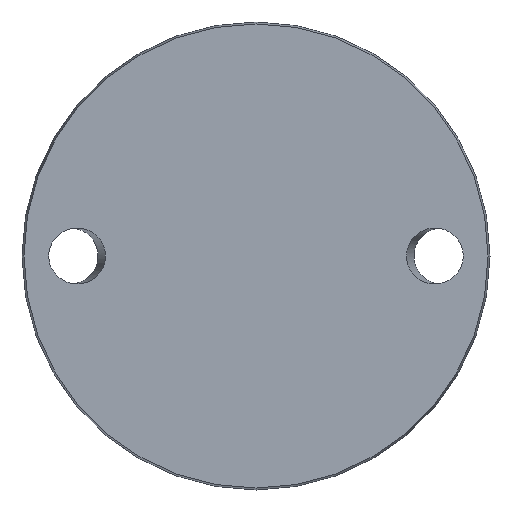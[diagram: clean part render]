
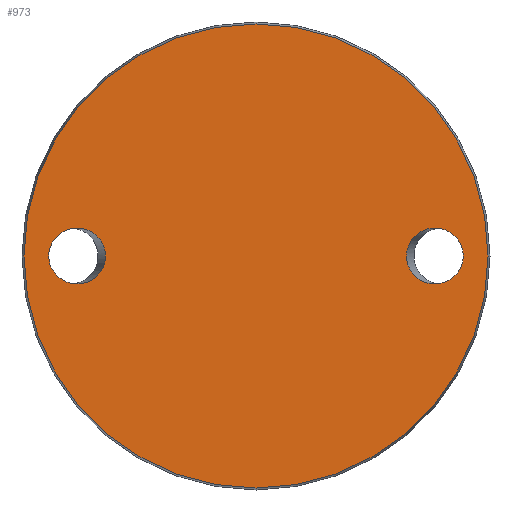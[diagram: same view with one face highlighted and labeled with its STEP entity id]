
A CAD part, front view. The second image highlights one B-rep face of the part: STEP entity #973.
In plain terms, the highlighted planar face has unit normal (0, -1, 0).
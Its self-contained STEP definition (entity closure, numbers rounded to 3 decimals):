
#21 = EDGE_CURVE ( 'NONE', #370, #370, #71, .T. ) ;
#30 = CARTESIAN_POINT ( 'NONE',  ( 61.115, 0., 16.5 ) ) ;
#34 = ORIENTED_EDGE ( 'NONE', *, *, #890, .F. ) ;
#60 = FACE_BOUND ( 'NONE', #320, .T. ) ;
#71 =( BOUNDED_CURVE ( )  B_SPLINE_CURVE ( 3, ( #544, #863, #166, #471, #942, #247, #575 ),
 .UNSPECIFIED., .T., .F. ) 
 B_SPLINE_CURVE_WITH_KNOTS ( ( 4, 3, 4 ),
 ( 0., 3.142, 6.283 ),
 .UNSPECIFIED. ) 
 CURVE ( )  GEOMETRIC_REPRESENTATION_ITEM ( )  RATIONAL_B_SPLINE_CURVE ( ( 1., 0.333, 0.333, 1., 0.333, 0.333, 1. ) ) 
 REPRESENTATION_ITEM ( '' )  );
#124 = CARTESIAN_POINT ( 'NONE',  ( 44.385, 0., -16.5 ) ) ;
#135 = AXIS2_PLACEMENT_3D ( 'NONE', #915, #674, #139 ) ;
#139 = DIRECTION ( 'NONE',  ( 0., 0., 1. ) ) ;
#166 = CARTESIAN_POINT ( 'NONE',  ( -44.385, 0., 16.5 ) ) ;
#247 = CARTESIAN_POINT ( 'NONE',  ( -61.115, 0., -16.5 ) ) ;
#320 = EDGE_LOOP ( 'NONE', ( #706 ) ) ;
#367 = FACE_OUTER_BOUND ( 'NONE', #404, .T. ) ;
#370 = VERTEX_POINT ( 'NONE', #601 ) ;
#404 = EDGE_LOOP ( 'NONE', ( #484 ) ) ;
#428 = CARTESIAN_POINT ( 'NONE',  ( 44.385, 0., 0. ) ) ;
#440 = VERTEX_POINT ( 'NONE', #778 ) ;
#453 = AXIS2_PLACEMENT_3D ( 'NONE', #739, #532, #957 ) ;
#471 = CARTESIAN_POINT ( 'NONE',  ( -44.385, 0., 0. ) ) ;
#484 = ORIENTED_EDGE ( 'NONE', *, *, #563, .T. ) ;
#532 = DIRECTION ( 'NONE',  ( 0., -1., 0. ) ) ;
#534 = CARTESIAN_POINT ( 'NONE',  ( 44.385, 0., 0. ) ) ;
#544 = CARTESIAN_POINT ( 'NONE',  ( -61.115, 0., 0. ) ) ;
#563 = EDGE_CURVE ( 'NONE', #440, #440, #974, .T. ) ;
#573 = CARTESIAN_POINT ( 'NONE',  ( 44.385, 0., 0. ) ) ;
#575 = CARTESIAN_POINT ( 'NONE',  ( -61.115, 0., 0. ) ) ;
#601 = CARTESIAN_POINT ( 'NONE',  ( -61.115, 0., 0. ) ) ;
#646 = CARTESIAN_POINT ( 'NONE',  ( 44.385, 0., 16.5 ) ) ;
#658 =( BOUNDED_CURVE ( )  B_SPLINE_CURVE ( 3, ( #573, #124, #797, #894, #30, #646, #428 ),
 .UNSPECIFIED., .T., .T. ) 
 B_SPLINE_CURVE_WITH_KNOTS ( ( 4, 3, 4 ),
 ( 0., 3.142, 6.283 ),
 .UNSPECIFIED. ) 
 CURVE ( )  GEOMETRIC_REPRESENTATION_ITEM ( )  RATIONAL_B_SPLINE_CURVE ( ( 1., 0.333, 0.333, 1., 0.333, 0.333, 1. ) ) 
 REPRESENTATION_ITEM ( '' )  );
#674 = DIRECTION ( 'NONE',  ( 0., 1., 0. ) ) ;
#693 = VERTEX_POINT ( 'NONE', #534 ) ;
#706 = ORIENTED_EDGE ( 'NONE', *, *, #21, .T. ) ;
#721 = EDGE_LOOP ( 'NONE', ( #34 ) ) ;
#739 = CARTESIAN_POINT ( 'NONE',  ( 0., 0., 0. ) ) ;
#778 = CARTESIAN_POINT ( 'NONE',  ( 0., 0., -68.425 ) ) ;
#797 = CARTESIAN_POINT ( 'NONE',  ( 61.115, 0., -16.5 ) ) ;
#834 = PLANE ( 'NONE',  #135 ) ;
#863 = CARTESIAN_POINT ( 'NONE',  ( -61.115, 0., 16.5 ) ) ;
#890 = EDGE_CURVE ( 'NONE', #693, #693, #658, .T. ) ;
#894 = CARTESIAN_POINT ( 'NONE',  ( 61.115, 0., 0. ) ) ;
#915 = CARTESIAN_POINT ( 'NONE',  ( -68.425, 0., 0. ) ) ;
#920 = FACE_BOUND ( 'NONE', #721, .T. ) ;
#942 = CARTESIAN_POINT ( 'NONE',  ( -44.385, 0., -16.5 ) ) ;
#957 = DIRECTION ( 'NONE',  ( 0., 0., -1. ) ) ;
#973 = ADVANCED_FACE ( 'NONE', ( #60, #920, #367 ), #834, .F. ) ;
#974 = CIRCLE ( 'NONE', #453, 68.425 ) ;
